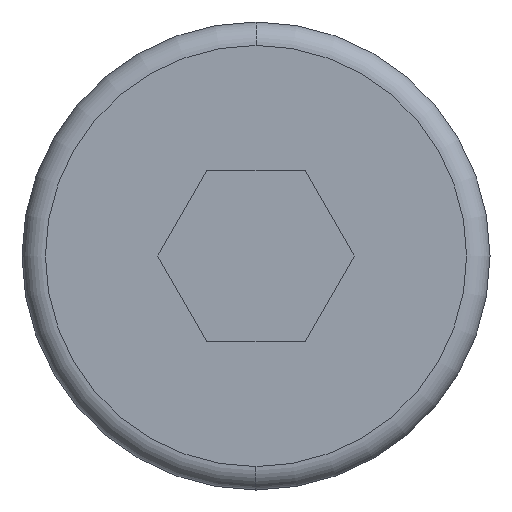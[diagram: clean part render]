
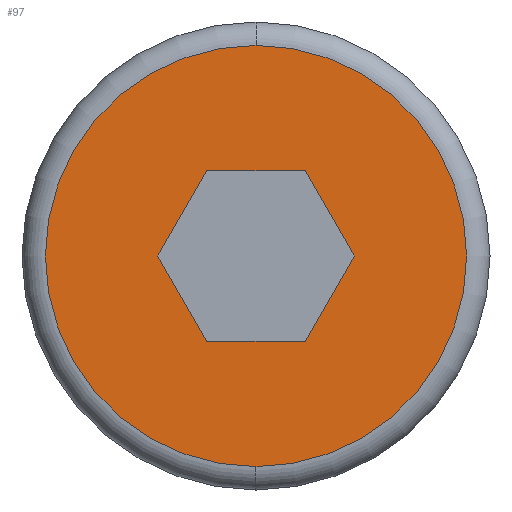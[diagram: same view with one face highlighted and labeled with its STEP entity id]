
A CAD part, left-side view. The second image highlights one B-rep face of the part: STEP entity #97.
In plain terms, the highlighted planar face has unit normal (-1, 0, 0).
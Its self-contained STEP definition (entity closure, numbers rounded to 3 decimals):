
#97=ADVANCED_FACE('',(#145,#146),#147,.T.);
#145=FACE_OUTER_BOUND('',#194,.T.);
#146=FACE_BOUND('',#195,.T.);
#147=PLANE('',#196);
#194=EDGE_LOOP('',(#356,#357,#358));
#195=EDGE_LOOP('',(#359,#360,#361,#362,#363,#364));
#196=AXIS2_PLACEMENT_3D('',#365,#366,#367);
#356=ORIENTED_EDGE('',*,*,#391,.T.);
#357=ORIENTED_EDGE('',*,*,#390,.T.);
#358=ORIENTED_EDGE('',*,*,#392,.T.);
#359=ORIENTED_EDGE('',*,*,#396,.T.);
#360=ORIENTED_EDGE('',*,*,#411,.T.);
#361=ORIENTED_EDGE('',*,*,#408,.T.);
#362=ORIENTED_EDGE('',*,*,#405,.T.);
#363=ORIENTED_EDGE('',*,*,#402,.T.);
#364=ORIENTED_EDGE('',*,*,#399,.T.);
#365=CARTESIAN_POINT('',(-2.0,1.375,0.0));
#366=DIRECTION('',(-1.0,-0.0,0.0));
#367=DIRECTION('',(0.0,-1.0,-0.0));
#390=EDGE_CURVE('',#455,#459,#461,.T.);
#391=EDGE_CURVE('',#462,#455,#463,.T.);
#392=EDGE_CURVE('',#459,#462,#464,.T.);
#396=EDGE_CURVE('',#471,#469,#472,.T.);
#399=EDGE_CURVE('',#476,#471,#477,.T.);
#402=EDGE_CURVE('',#481,#476,#482,.T.);
#405=EDGE_CURVE('',#486,#481,#487,.T.);
#408=EDGE_CURVE('',#491,#486,#492,.T.);
#411=EDGE_CURVE('',#469,#491,#495,.T.);
#455=VERTEX_POINT('',#549);
#459=VERTEX_POINT('',#553);
#461=CIRCLE('',#555,2.475);
#462=VERTEX_POINT('',#556);
#463=CIRCLE('',#557,2.475);
#464=CIRCLE('',#558,2.475);
#469=VERTEX_POINT('',#564);
#471=VERTEX_POINT('',#567);
#472=LINE('',#568,#569);
#476=VERTEX_POINT('',#575);
#477=LINE('',#576,#577);
#481=VERTEX_POINT('',#583);
#482=LINE('',#584,#585);
#486=VERTEX_POINT('',#591);
#487=LINE('',#592,#593);
#491=VERTEX_POINT('',#599);
#492=LINE('',#600,#601);
#495=LINE('',#606,#607);
#549=CARTESIAN_POINT('',(-2.0,0.,2.475));
#553=CARTESIAN_POINT('',(-2.0,0.,-2.475));
#555=AXIS2_PLACEMENT_3D('',#661,#662,#663);
#556=CARTESIAN_POINT('',(-2.0,-2.475,0.));
#557=AXIS2_PLACEMENT_3D('',#664,#665,#666);
#558=AXIS2_PLACEMENT_3D('',#667,#668,#669);
#564=CARTESIAN_POINT('',(-2.0,-1.155,0.));
#567=CARTESIAN_POINT('',(-2.0,-0.577,1.0));
#568=CARTESIAN_POINT('',(-2.0,-0.694,0.798));
#569=VECTOR('',#675,1.0);
#575=CARTESIAN_POINT('',(-2.0,0.577,1.0));
#576=CARTESIAN_POINT('',(-2.0,0.688,1.0));
#577=VECTOR('',#678,1.0);
#583=CARTESIAN_POINT('',(-2.0,1.155,0.));
#584=CARTESIAN_POINT('',(-2.0,1.038,0.202));
#585=VECTOR('',#681,1.0);
#591=CARTESIAN_POINT('',(-2.0,0.577,-1.0));
#592=CARTESIAN_POINT('',(-2.0,1.038,-0.202));
#593=VECTOR('',#684,1.0);
#599=CARTESIAN_POINT('',(-2.0,-0.577,-1.0));
#600=CARTESIAN_POINT('',(-2.0,0.688,-1.0));
#601=VECTOR('',#687,1.0);
#606=CARTESIAN_POINT('',(-2.0,-0.694,-0.798));
#607=VECTOR('',#690,1.0);
#661=CARTESIAN_POINT('',(-2.0,0.,0.));
#662=DIRECTION('',(-1.0,-0.0,0.0));
#663=DIRECTION('',(0.0,-1.0,0.));
#664=CARTESIAN_POINT('',(-2.0,0.,0.));
#665=DIRECTION('',(-1.0,-0.0,0.0));
#666=DIRECTION('',(0.0,-1.0,0.));
#667=CARTESIAN_POINT('',(-2.0,0.,0.));
#668=DIRECTION('',(-1.0,-0.0,0.0));
#669=DIRECTION('',(0.0,-1.0,0.));
#675=DIRECTION('',(-0.0,-0.5,-0.866));
#678=DIRECTION('',(0.0,-1.0,0.));
#681=DIRECTION('',(0.0,-0.5,0.866));
#684=DIRECTION('',(0.0,0.5,0.866));
#687=DIRECTION('',(0.0,1.0,0.0));
#690=DIRECTION('',(0.0,0.5,-0.866));
